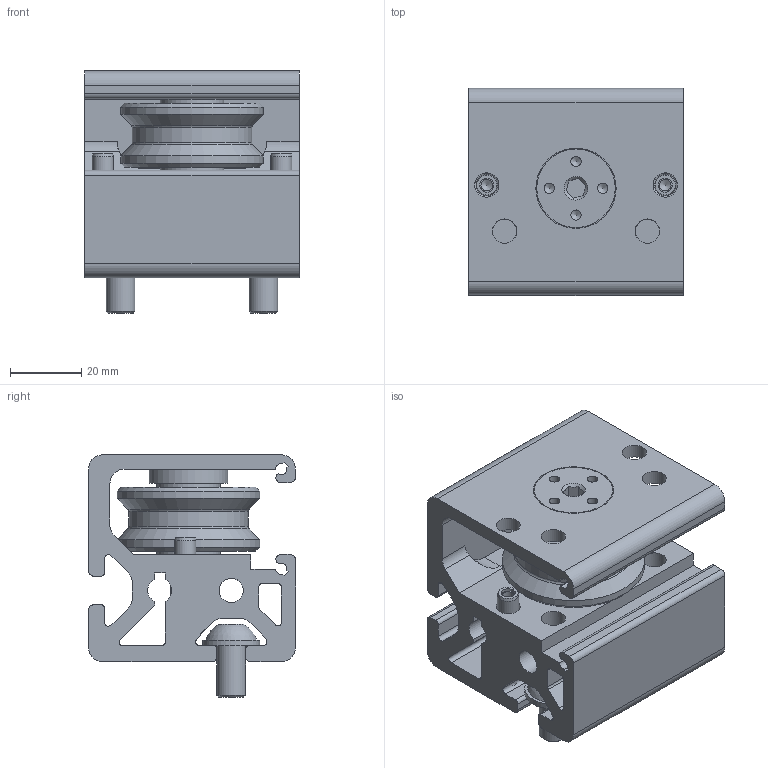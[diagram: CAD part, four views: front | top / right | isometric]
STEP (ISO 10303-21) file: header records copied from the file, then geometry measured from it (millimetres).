
FILE_DESCRIPTION(/* description */ ('STEP AP214'),/* implementation_level */ '2;1');
FILE_NAME(/* name */ ' 093CIUD141060S01',/* time_stamp */ '2025-01-22T10:06:46+01:00',/* author */ ('License CC BY-ND 4.0'),/* organization */ ('CADENAS'),/* preprocessor_version */ 'ST-DEVELOPER v19.3',/* originating_system */ 'PARTsolutions',/* authorisation */ ' ');
FILE_SCHEMA (('AUTOMOTIVE_DESIGN {1 0 10303 214 3 1 1}'));
Length unit declared in the file: millimetre
Products named in the file (5):  093CIUD141060S01;  093CIUD141060S01p;  093CIUD141060S01pec3;  093CIUD141060S01p2;  093CIUD141060S01p1
Assembly tree (6 placements, depth 2):
   093CIUD141060S01
     093CIUD141060S01p
     093CIUD141060S01pec3
     093CIUD141060S01p2  x2
     093CIUD141060S01p1  x2
Bounding box: 60 x 58 x 67.9 mm (x, y, z)
Volume: 114992.9 mm3; surface area: 47596.9 mm2
Topology: 6 solids, 7 shells, 203 faces, 520 edges, 337 vertices
Faces by surface type: cylinder 90, plane 79, cone 26, torus 4, sphere 4
Full cylindrical faces by diameter (mm): 2.85 x4, 3.24 x2, 4 x2, 4.917 x2, 6 x2, 6.8 x13, 8 x4, 8.376 x1, 10 x2, 12 x2, 16 x2, 17.7 x2, 22 x1, 22.5 x1, 25.1 x2, 33.4 x1, 39.9 x2
Entity records: 5823 total; most frequent: CARTESIAN_POINT 958, DIRECTION 949, ORIENTED_EDGE 786, EDGE_CURVE 393, AXIS2_PLACEMENT_3D 379, VERTEX_POINT 297, FACE_BOUND 294, EDGE_LOOP 286
